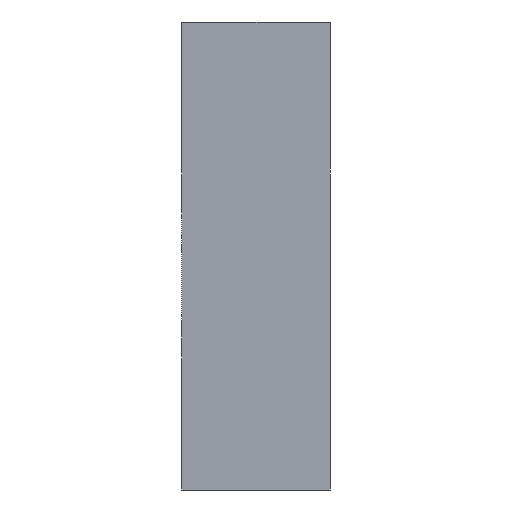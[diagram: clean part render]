
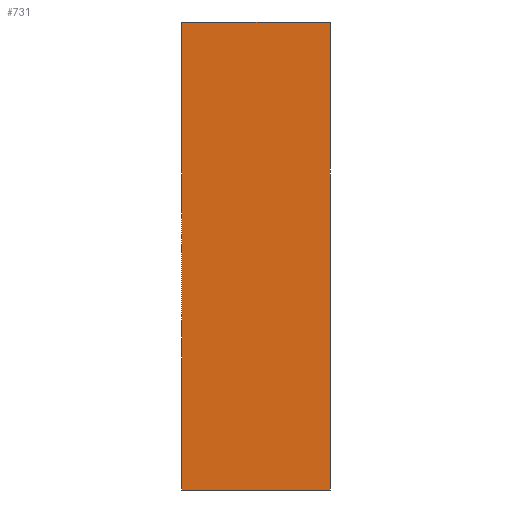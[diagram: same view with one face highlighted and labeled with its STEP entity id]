
A CAD part, left-side view. The second image highlights one B-rep face of the part: STEP entity #731.
In plain terms, the highlighted planar face has unit normal (-1, 0, 0).
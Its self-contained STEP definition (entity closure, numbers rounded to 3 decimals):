
#20 = DIRECTION ( 'NONE',  ( 0., 0., -1. ) ) ;
#23 = LINE ( 'NONE', #1019, #990 ) ;
#89 = CARTESIAN_POINT ( 'NONE',  ( -12., 0., 81.5 ) ) ;
#100 = ORIENTED_EDGE ( 'NONE', *, *, #1438, .F. ) ;
#102 = EDGE_CURVE ( 'NONE', #945, #1261, #1750, .T. ) ;
#113 = LINE ( 'NONE', #958, #1387 ) ;
#164 = CARTESIAN_POINT ( 'NONE',  ( -12., -0.75, 80. ) ) ;
#177 = VECTOR ( 'NONE', #488, 1000. ) ;
#304 = PLANE ( 'NONE',  #388 ) ;
#386 = VERTEX_POINT ( 'NONE', #1574 ) ;
#388 = AXIS2_PLACEMENT_3D ( 'NONE', #164, #868, #20 ) ;
#443 = DIRECTION ( 'NONE',  ( 0., 0., -1. ) ) ;
#472 = VERTEX_POINT ( 'NONE', #1729 ) ;
#479 = ORIENTED_EDGE ( 'NONE', *, *, #102, .F. ) ;
#488 = DIRECTION ( 'NONE',  ( 0., 0., -1. ) ) ;
#498 = CARTESIAN_POINT ( 'NONE',  ( -12., -0.5, 50. ) ) ;
#579 = EDGE_CURVE ( 'NONE', #472, #386, #113, .T. ) ;
#731 = ADVANCED_FACE ( 'NONE', ( #1544 ), #304, .F. ) ;
#760 = LINE ( 'NONE', #498, #177 ) ;
#868 = DIRECTION ( 'NONE',  ( 1., 0., 0. ) ) ;
#923 = DIRECTION ( 'NONE',  ( 0., -1., 0. ) ) ;
#945 = VERTEX_POINT ( 'NONE', #1603 ) ;
#958 = CARTESIAN_POINT ( 'NONE',  ( -12., -0.75, 50. ) ) ;
#980 = VECTOR ( 'NONE', #923, 1000. ) ;
#990 = VECTOR ( 'NONE', #443, 1000. ) ;
#1019 = CARTESIAN_POINT ( 'NONE',  ( -12., 9.5, 80. ) ) ;
#1039 = ORIENTED_EDGE ( 'NONE', *, *, #579, .T. ) ;
#1092 = EDGE_LOOP ( 'NONE', ( #100, #479, #1164, #1039 ) ) ;
#1164 = ORIENTED_EDGE ( 'NONE', *, *, #1736, .T. ) ;
#1261 = VERTEX_POINT ( 'NONE', #1285 ) ;
#1285 = CARTESIAN_POINT ( 'NONE',  ( -12., -0.5, 81.5 ) ) ;
#1387 = VECTOR ( 'NONE', #1656, 1000. ) ;
#1438 = EDGE_CURVE ( 'NONE', #1261, #386, #760, .T. ) ;
#1544 = FACE_OUTER_BOUND ( 'NONE', #1092, .T. ) ;
#1574 = CARTESIAN_POINT ( 'NONE',  ( -12., -0.5, 50. ) ) ;
#1603 = CARTESIAN_POINT ( 'NONE',  ( -12., 9.5, 81.5 ) ) ;
#1656 = DIRECTION ( 'NONE',  ( 0., -1., 0. ) ) ;
#1729 = CARTESIAN_POINT ( 'NONE',  ( -12., 9.5, 50. ) ) ;
#1736 = EDGE_CURVE ( 'NONE', #945, #472, #23, .T. ) ;
#1750 = LINE ( 'NONE', #89, #980 ) ;
